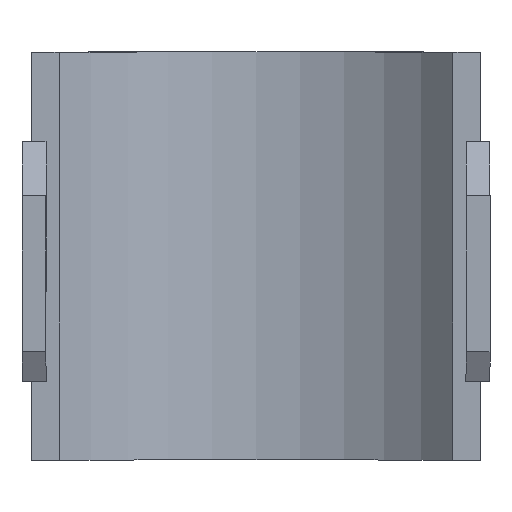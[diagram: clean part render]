
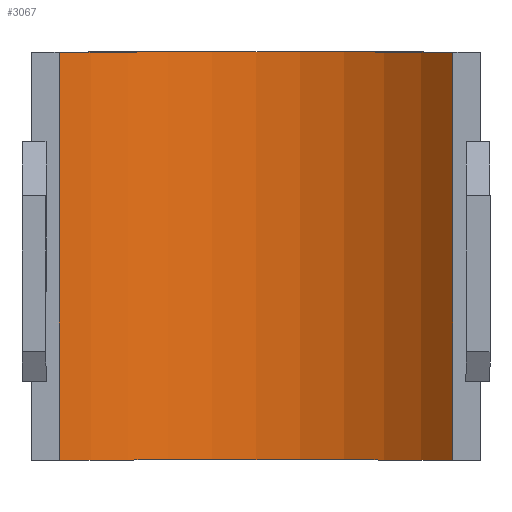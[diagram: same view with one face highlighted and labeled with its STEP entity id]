
A CAD part, front view. The second image highlights one B-rep face of the part: STEP entity #3067.
In plain terms, the highlighted cylindrical face has radius 21.7 mm (diameter 43.4 mm), a partial arc.
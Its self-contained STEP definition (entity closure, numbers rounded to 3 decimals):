
#55 = VERTEX_POINT ( 'NONE', #1012 ) ;
#78 = EDGE_CURVE ( 'NONE', #2162, #183, #3153, .T. ) ;
#115 = VERTEX_POINT ( 'NONE', #2520 ) ;
#183 = VERTEX_POINT ( 'NONE', #2648 ) ;
#349 = CARTESIAN_POINT ( 'NONE',  ( -16.409, -7.5, 17. ) ) ;
#503 = CIRCLE ( 'NONE', #2602, 21.7 ) ;
#508 = CARTESIAN_POINT ( 'NONE',  ( 0., -21.7, 17. ) ) ;
#565 = CARTESIAN_POINT ( 'NONE',  ( 0., -21.7, 17. ) ) ;
#606 = VECTOR ( 'NONE', #1515, 1000. ) ;
#627 = CARTESIAN_POINT ( 'NONE',  ( 16.409, -7.5, 17. ) ) ;
#647 = CARTESIAN_POINT ( 'NONE',  ( 0., -21.7, -17. ) ) ;
#721 = VECTOR ( 'NONE', #1115, 1000. ) ;
#755 = DIRECTION ( 'NONE',  ( -1., 0., 0. ) ) ;
#808 = DIRECTION ( 'NONE',  ( 1., 0., 0. ) ) ;
#894 = AXIS2_PLACEMENT_3D ( 'NONE', #647, #2369, #904 ) ;
#904 = DIRECTION ( 'NONE',  ( 1., 0., 0. ) ) ;
#954 = ORIENTED_EDGE ( 'NONE', *, *, #1194, .F. ) ;
#1012 = CARTESIAN_POINT ( 'NONE',  ( 16.409, -7.5, 17. ) ) ;
#1056 = CYLINDRICAL_SURFACE ( 'NONE', #3195, 21.7 ) ;
#1076 = EDGE_LOOP ( 'NONE', ( #2733, #954, #2559, #1456 ) ) ;
#1115 = DIRECTION ( 'NONE',  ( 0., 0., -1. ) ) ;
#1194 = EDGE_CURVE ( 'NONE', #55, #115, #1362, .T. ) ;
#1239 = CARTESIAN_POINT ( 'NONE',  ( -16.409, -7.5, 17. ) ) ;
#1362 = LINE ( 'NONE', #627, #721 ) ;
#1456 = ORIENTED_EDGE ( 'NONE', *, *, #78, .T. ) ;
#1515 = DIRECTION ( 'NONE',  ( 0., 0., -1. ) ) ;
#1732 = DIRECTION ( 'NONE',  ( 0., 0., -1. ) ) ;
#1864 = CIRCLE ( 'NONE', #894, 21.7 ) ;
#1944 = EDGE_CURVE ( 'NONE', #183, #115, #1864, .T. ) ;
#2162 = VERTEX_POINT ( 'NONE', #349 ) ;
#2289 = DIRECTION ( 'NONE',  ( 0., 0., -1. ) ) ;
#2369 = DIRECTION ( 'NONE',  ( 0., 0., -1. ) ) ;
#2385 = FACE_OUTER_BOUND ( 'NONE', #1076, .T. ) ;
#2520 = CARTESIAN_POINT ( 'NONE',  ( 16.409, -7.5, -17. ) ) ;
#2559 = ORIENTED_EDGE ( 'NONE', *, *, #2827, .F. ) ;
#2602 = AXIS2_PLACEMENT_3D ( 'NONE', #565, #2289, #808 ) ;
#2648 = CARTESIAN_POINT ( 'NONE',  ( -16.409, -7.5, -17. ) ) ;
#2733 = ORIENTED_EDGE ( 'NONE', *, *, #1944, .T. ) ;
#2827 = EDGE_CURVE ( 'NONE', #2162, #55, #503, .T. ) ;
#3067 = ADVANCED_FACE ( 'NONE', ( #2385 ), #1056, .F. ) ;
#3153 = LINE ( 'NONE', #1239, #606 ) ;
#3195 = AXIS2_PLACEMENT_3D ( 'NONE', #508, #1732, #755 ) ;
